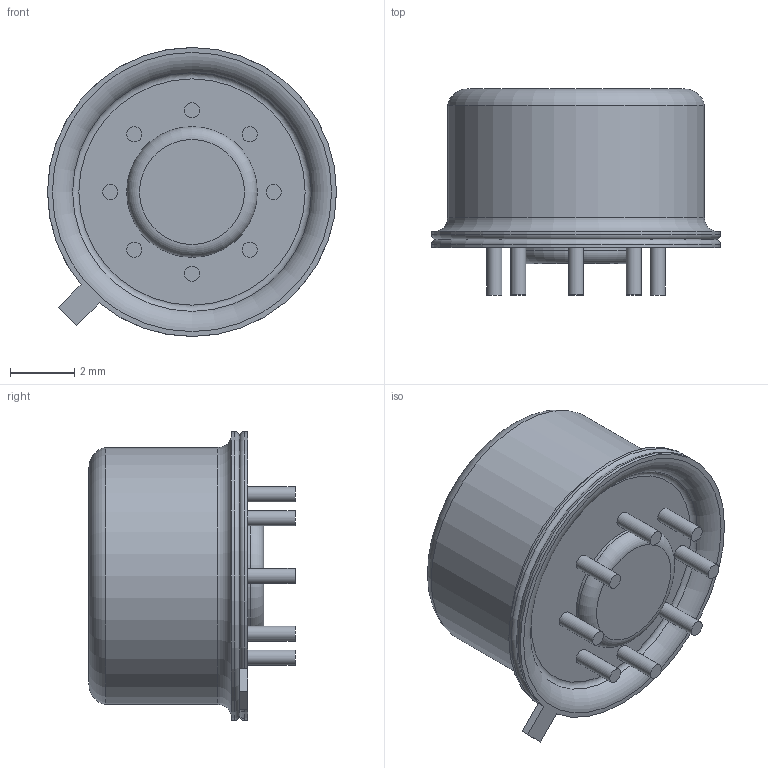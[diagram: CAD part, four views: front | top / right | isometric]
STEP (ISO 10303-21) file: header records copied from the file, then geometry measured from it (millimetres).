
FILE_DESCRIPTION(/* description */ ('STEP AP214','CAx-IF Rec.Pracs.---Representation and Presentation of Product Manufacturing Information (PMI)---4.0---2014-10-13'),/* implementation_level */ '2;1');
FILE_NAME(/* name */ 'TO99-8.step',/* time_stamp */ '2025-02-09T16:26:25Z',/* author */ (''),/* organization */ (''),/* preprocessor_version */ 'ST-DEVELOPER v20',/* originating_system */ 'Autodesk Translation Framework v13.20.0.188',/* authorisation */ '');
FILE_SCHEMA (('AP242_MANAGED_MODEL_BASED_3D_ENGINEERING_MIM_LF { 1 0 10303 442 1 1 4 }'));
Length unit declared in the file: millimetre
Products named in the file (1): TO99
Bounding box: 9 x 6.42 x 9 mm (x, y, z)
Volume: 238.7 mm3; surface area: 304.2 mm2
Topology: 10 solids, 10 shells, 45 faces, 63 edges, 39 vertices
Faces by surface type: plane 26, cylinder 12, torus 7
Full cylindrical faces by diameter (mm): 0.472 x8, 4.07 x1, 8 x1, 9 x1
Entity records: 1081 total; most frequent: DIRECTION 192, CARTESIAN_POINT 174, ORIENTED_EDGE 126, AXIS2_PLACEMENT_3D 84, EDGE_CURVE 63, EDGE_LOOP 46, FACE_OUTER_BOUND 45, STYLED_ITEM 45
